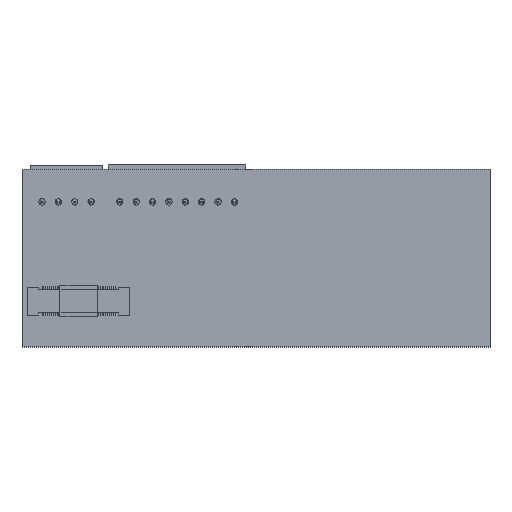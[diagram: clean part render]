
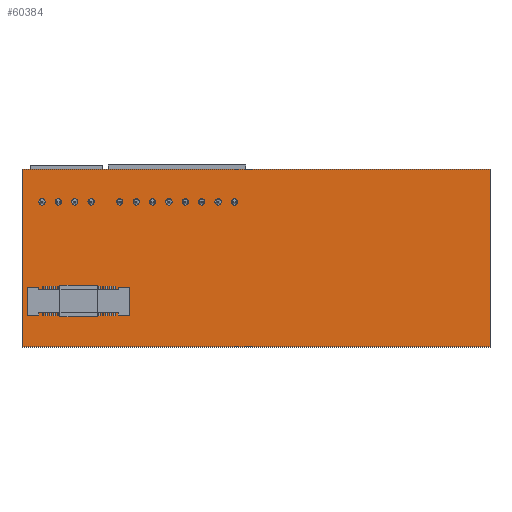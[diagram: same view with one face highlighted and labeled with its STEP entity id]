
A CAD part, top view. The second image highlights one B-rep face of the part: STEP entity #60384.
In plain terms, the highlighted planar face has unit normal (0, 0, 1).
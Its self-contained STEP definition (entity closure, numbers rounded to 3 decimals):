
#60118 = VERTEX_POINT('',#60119);
#60119 = CARTESIAN_POINT('',(50.,-19.,1.51));
#60125 = EDGE_CURVE('',#60118,#60126,#60128,.T.);
#60126 = VERTEX_POINT('',#60127);
#60127 = CARTESIAN_POINT('',(-50.,-19.,1.51));
#60128 = LINE('',#60129,#60130);
#60129 = CARTESIAN_POINT('',(50.,-19.,1.51));
#60130 = VECTOR('',#60131,1.);
#60131 = DIRECTION('',(-1.,0.,0.));
#60158 = VERTEX_POINT('',#60159);
#60159 = CARTESIAN_POINT('',(50.,19.,1.51));
#60165 = EDGE_CURVE('',#60158,#60118,#60166,.T.);
#60166 = LINE('',#60167,#60168);
#60167 = CARTESIAN_POINT('',(50.,19.,1.51));
#60168 = VECTOR('',#60169,1.);
#60169 = DIRECTION('',(0.,-1.,0.));
#60187 = EDGE_CURVE('',#60126,#60188,#60190,.T.);
#60188 = VERTEX_POINT('',#60189);
#60189 = CARTESIAN_POINT('',(-50.,19.,1.51));
#60190 = LINE('',#60191,#60192);
#60191 = CARTESIAN_POINT('',(-50.,-19.,1.51));
#60192 = VECTOR('',#60193,1.);
#60193 = DIRECTION('',(0.,1.,0.));
#60384 = ADVANCED_FACE('',(#60385,#60396,#60407,#60418,#60429,#60440,
    #60451,#60462,#60473,#60484,#60495,#60506,#60517,#60528,#60539),
  #60550,.T.);
#60385 = FACE_BOUND('',#60386,.T.);
#60386 = EDGE_LOOP('',(#60387,#60388,#60389,#60395));
#60387 = ORIENTED_EDGE('',*,*,#60125,.F.);
#60388 = ORIENTED_EDGE('',*,*,#60165,.F.);
#60389 = ORIENTED_EDGE('',*,*,#60390,.F.);
#60390 = EDGE_CURVE('',#60188,#60158,#60391,.T.);
#60391 = LINE('',#60392,#60393);
#60392 = CARTESIAN_POINT('',(-50.,19.,1.51));
#60393 = VECTOR('',#60394,1.);
#60394 = DIRECTION('',(1.,0.,0.));
#60395 = ORIENTED_EDGE('',*,*,#60187,.F.);
#60396 = FACE_BOUND('',#60397,.T.);
#60397 = EDGE_LOOP('',(#60398));
#60398 = ORIENTED_EDGE('',*,*,#60399,.T.);
#60399 = EDGE_CURVE('',#60400,#60400,#60402,.T.);
#60400 = VERTEX_POINT('',#60401);
#60401 = CARTESIAN_POINT('',(-48.,-9.815,1.51));
#60402 = CIRCLE('',#60403,0.615);
#60403 = AXIS2_PLACEMENT_3D('',#60404,#60405,#60406);
#60404 = CARTESIAN_POINT('',(-48.,-9.2,1.51));
#60405 = DIRECTION('',(-0.,0.,-1.));
#60406 = DIRECTION('',(-0.,-1.,0.));
#60407 = FACE_BOUND('',#60408,.T.);
#60408 = EDGE_LOOP('',(#60409));
#60409 = ORIENTED_EDGE('',*,*,#60410,.T.);
#60410 = EDGE_CURVE('',#60411,#60411,#60413,.T.);
#60411 = VERTEX_POINT('',#60412);
#60412 = CARTESIAN_POINT('',(-27.8,-9.921,1.51));
#60413 = CIRCLE('',#60414,0.721);
#60414 = AXIS2_PLACEMENT_3D('',#60415,#60416,#60417);
#60415 = CARTESIAN_POINT('',(-27.8,-9.2,1.51));
#60416 = DIRECTION('',(-0.,0.,-1.));
#60417 = DIRECTION('',(-0.,-1.,0.));
#60418 = FACE_BOUND('',#60419,.T.);
#60419 = EDGE_LOOP('',(#60420));
#60420 = ORIENTED_EDGE('',*,*,#60421,.T.);
#60421 = EDGE_CURVE('',#60422,#60422,#60424,.T.);
#60422 = VERTEX_POINT('',#60423);
#60423 = CARTESIAN_POINT('',(-45.725,11.325,1.51));
#60424 = CIRCLE('',#60425,0.675);
#60425 = AXIS2_PLACEMENT_3D('',#60426,#60427,#60428);
#60426 = CARTESIAN_POINT('',(-45.725,12.,1.51));
#60427 = DIRECTION('',(-0.,0.,-1.));
#60428 = DIRECTION('',(0.,-1.,0.));
#60429 = FACE_BOUND('',#60430,.T.);
#60430 = EDGE_LOOP('',(#60431));
#60431 = ORIENTED_EDGE('',*,*,#60432,.T.);
#60432 = EDGE_CURVE('',#60433,#60433,#60435,.T.);
#60433 = VERTEX_POINT('',#60434);
#60434 = CARTESIAN_POINT('',(-42.225,11.325,1.51));
#60435 = CIRCLE('',#60436,0.675);
#60436 = AXIS2_PLACEMENT_3D('',#60437,#60438,#60439);
#60437 = CARTESIAN_POINT('',(-42.225,12.,1.51));
#60438 = DIRECTION('',(-0.,0.,-1.));
#60439 = DIRECTION('',(0.,-1.,0.));
#60440 = FACE_BOUND('',#60441,.T.);
#60441 = EDGE_LOOP('',(#60442));
#60442 = ORIENTED_EDGE('',*,*,#60443,.T.);
#60443 = EDGE_CURVE('',#60444,#60444,#60446,.T.);
#60444 = VERTEX_POINT('',#60445);
#60445 = CARTESIAN_POINT('',(-38.725,11.325,1.51));
#60446 = CIRCLE('',#60447,0.675);
#60447 = AXIS2_PLACEMENT_3D('',#60448,#60449,#60450);
#60448 = CARTESIAN_POINT('',(-38.725,12.,1.51));
#60449 = DIRECTION('',(-0.,0.,-1.));
#60450 = DIRECTION('',(0.,-1.,0.));
#60451 = FACE_BOUND('',#60452,.T.);
#60452 = EDGE_LOOP('',(#60453));
#60453 = ORIENTED_EDGE('',*,*,#60454,.T.);
#60454 = EDGE_CURVE('',#60455,#60455,#60457,.T.);
#60455 = VERTEX_POINT('',#60456);
#60456 = CARTESIAN_POINT('',(-35.225,11.325,1.51));
#60457 = CIRCLE('',#60458,0.675);
#60458 = AXIS2_PLACEMENT_3D('',#60459,#60460,#60461);
#60459 = CARTESIAN_POINT('',(-35.225,12.,1.51));
#60460 = DIRECTION('',(-0.,0.,-1.));
#60461 = DIRECTION('',(0.,-1.,0.));
#60462 = FACE_BOUND('',#60463,.T.);
#60463 = EDGE_LOOP('',(#60464));
#60464 = ORIENTED_EDGE('',*,*,#60465,.T.);
#60465 = EDGE_CURVE('',#60466,#60466,#60468,.T.);
#60466 = VERTEX_POINT('',#60467);
#60467 = CARTESIAN_POINT('',(-29.1,11.325,1.51));
#60468 = CIRCLE('',#60469,0.675);
#60469 = AXIS2_PLACEMENT_3D('',#60470,#60471,#60472);
#60470 = CARTESIAN_POINT('',(-29.1,12.,1.51));
#60471 = DIRECTION('',(-0.,0.,-1.));
#60472 = DIRECTION('',(-0.,-1.,0.));
#60473 = FACE_BOUND('',#60474,.T.);
#60474 = EDGE_LOOP('',(#60475));
#60475 = ORIENTED_EDGE('',*,*,#60476,.T.);
#60476 = EDGE_CURVE('',#60477,#60477,#60479,.T.);
#60477 = VERTEX_POINT('',#60478);
#60478 = CARTESIAN_POINT('',(-25.6,11.325,1.51));
#60479 = CIRCLE('',#60480,0.675);
#60480 = AXIS2_PLACEMENT_3D('',#60481,#60482,#60483);
#60481 = CARTESIAN_POINT('',(-25.6,12.,1.51));
#60482 = DIRECTION('',(-0.,0.,-1.));
#60483 = DIRECTION('',(-0.,-1.,0.));
#60484 = FACE_BOUND('',#60485,.T.);
#60485 = EDGE_LOOP('',(#60486));
#60486 = ORIENTED_EDGE('',*,*,#60487,.T.);
#60487 = EDGE_CURVE('',#60488,#60488,#60490,.T.);
#60488 = VERTEX_POINT('',#60489);
#60489 = CARTESIAN_POINT('',(-22.1,11.325,1.51));
#60490 = CIRCLE('',#60491,0.675);
#60491 = AXIS2_PLACEMENT_3D('',#60492,#60493,#60494);
#60492 = CARTESIAN_POINT('',(-22.1,12.,1.51));
#60493 = DIRECTION('',(-0.,0.,-1.));
#60494 = DIRECTION('',(-0.,-1.,0.));
#60495 = FACE_BOUND('',#60496,.T.);
#60496 = EDGE_LOOP('',(#60497));
#60497 = ORIENTED_EDGE('',*,*,#60498,.T.);
#60498 = EDGE_CURVE('',#60499,#60499,#60501,.T.);
#60499 = VERTEX_POINT('',#60500);
#60500 = CARTESIAN_POINT('',(-18.6,11.325,1.51));
#60501 = CIRCLE('',#60502,0.675);
#60502 = AXIS2_PLACEMENT_3D('',#60503,#60504,#60505);
#60503 = CARTESIAN_POINT('',(-18.6,12.,1.51));
#60504 = DIRECTION('',(-0.,0.,-1.));
#60505 = DIRECTION('',(-0.,-1.,0.));
#60506 = FACE_BOUND('',#60507,.T.);
#60507 = EDGE_LOOP('',(#60508));
#60508 = ORIENTED_EDGE('',*,*,#60509,.T.);
#60509 = EDGE_CURVE('',#60510,#60510,#60512,.T.);
#60510 = VERTEX_POINT('',#60511);
#60511 = CARTESIAN_POINT('',(-15.1,11.325,1.51));
#60512 = CIRCLE('',#60513,0.675);
#60513 = AXIS2_PLACEMENT_3D('',#60514,#60515,#60516);
#60514 = CARTESIAN_POINT('',(-15.1,12.,1.51));
#60515 = DIRECTION('',(-0.,0.,-1.));
#60516 = DIRECTION('',(0.,-1.,-0.));
#60517 = FACE_BOUND('',#60518,.T.);
#60518 = EDGE_LOOP('',(#60519));
#60519 = ORIENTED_EDGE('',*,*,#60520,.T.);
#60520 = EDGE_CURVE('',#60521,#60521,#60523,.T.);
#60521 = VERTEX_POINT('',#60522);
#60522 = CARTESIAN_POINT('',(-11.6,11.325,1.51));
#60523 = CIRCLE('',#60524,0.675);
#60524 = AXIS2_PLACEMENT_3D('',#60525,#60526,#60527);
#60525 = CARTESIAN_POINT('',(-11.6,12.,1.51));
#60526 = DIRECTION('',(-0.,0.,-1.));
#60527 = DIRECTION('',(0.,-1.,-0.));
#60528 = FACE_BOUND('',#60529,.T.);
#60529 = EDGE_LOOP('',(#60530));
#60530 = ORIENTED_EDGE('',*,*,#60531,.T.);
#60531 = EDGE_CURVE('',#60532,#60532,#60534,.T.);
#60532 = VERTEX_POINT('',#60533);
#60533 = CARTESIAN_POINT('',(-8.1,11.325,1.51));
#60534 = CIRCLE('',#60535,0.675);
#60535 = AXIS2_PLACEMENT_3D('',#60536,#60537,#60538);
#60536 = CARTESIAN_POINT('',(-8.1,12.,1.51));
#60537 = DIRECTION('',(-0.,0.,-1.));
#60538 = DIRECTION('',(-0.,-1.,0.));
#60539 = FACE_BOUND('',#60540,.T.);
#60540 = EDGE_LOOP('',(#60541));
#60541 = ORIENTED_EDGE('',*,*,#60542,.T.);
#60542 = EDGE_CURVE('',#60543,#60543,#60545,.T.);
#60543 = VERTEX_POINT('',#60544);
#60544 = CARTESIAN_POINT('',(-4.6,11.325,1.51));
#60545 = CIRCLE('',#60546,0.675);
#60546 = AXIS2_PLACEMENT_3D('',#60547,#60548,#60549);
#60547 = CARTESIAN_POINT('',(-4.6,12.,1.51));
#60548 = DIRECTION('',(-0.,0.,-1.));
#60549 = DIRECTION('',(-0.,-1.,0.));
#60550 = PLANE('',#60551);
#60551 = AXIS2_PLACEMENT_3D('',#60552,#60553,#60554);
#60552 = CARTESIAN_POINT('',(0.,0.,1.51));
#60553 = DIRECTION('',(0.,0.,1.));
#60554 = DIRECTION('',(1.,0.,-0.));
